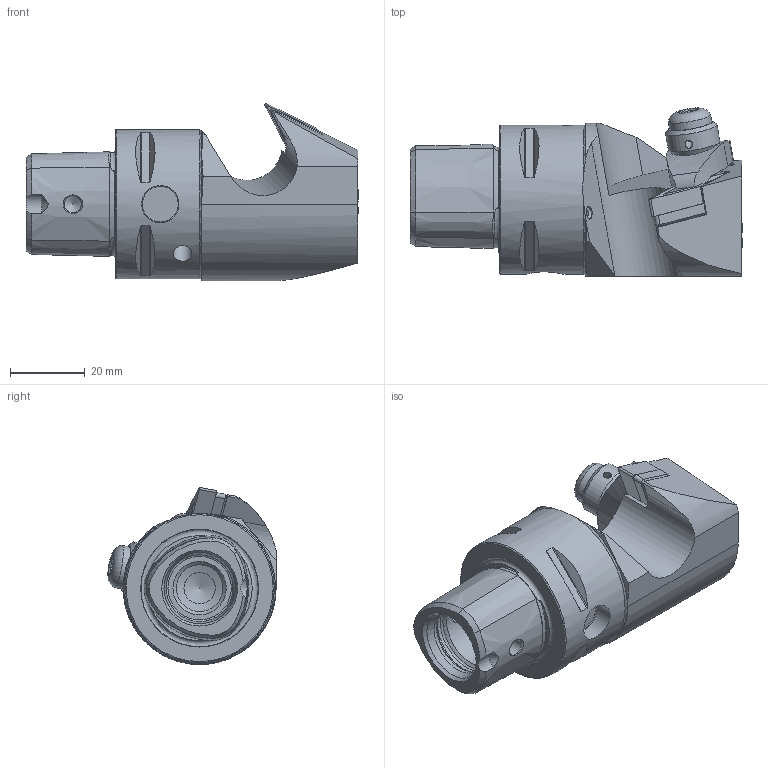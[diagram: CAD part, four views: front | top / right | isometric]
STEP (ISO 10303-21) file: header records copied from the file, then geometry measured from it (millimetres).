
FILE_DESCRIPTION (( 'STEP AP214' ), '1' );
FILE_NAME ('S4-.VD.LPX.R40-HPS.STEP', '2025-06-05T11:24:57', ( '' ), ( '' ), 'SwSTEP 2.0', 'SolidWorks 2022', '' );
FILE_SCHEMA (( 'AUTOMOTIVE_DESIGN' ));
Length unit declared in the file: millimetre
Products named in the file (11): WVD-ER2.101.003_A; WCC-ER3.102.024_C; ISO 13337 - 3 x 12_PreviewCfg; KVT_MB_600_050; PS4-KVD.LPX.R40-HPS_D; WCB-ER2.001.009_A; WCC-ER4.103.032_A; KVT_MB_600_040; WCC-ER5.102.012_B; VNMG160404; S4-.VD.LPX.R40-HPS
Assembly tree (11 placements, depth 2):
  S4-.VD.LPX.R40-HPS
    PS4-KVD.LPX.R40-HPS_D
    KVT_MB_600_050  x2
    VNMG160404
    WVD-ER2.101.003_A
    WCC-ER3.102.024_C
    WCC-ER5.102.012_B
    WCC-ER4.103.032_A
    ISO 13337 - 3 x 12_PreviewCfg
    KVT_MB_600_040
    WCB-ER2.001.009_A
Bounding box: 89 x 45.09 x 47.5 mm (x, y, z)
Volume: 71282.1 mm3; surface area: 22087.9 mm2
Topology: 14 solids, 14 shells, 375 faces, 913 edges, 563 vertices
Faces by surface type: cone 115, plane 110, cylinder 105, torus 29, bspline 12, sphere 4
Full cylindrical faces by diameter (mm): 1.5 x1, 2 x4, 3 x3, 3.3 x4, 3.8 x1, 4 x6, 4.2 x4, 4.6 x2, 4.95 x1, 5 x7, 5.25 x1, 6 x1, 6.2 x4, 6.8 x1, 6.9 x1, 7 x2, 8.4 x1, 8.5 x1, 10 x1, 11.5 x1, 12.5 x1, 18 x2, 20 x1, 40 x1
Entity records: 11994 total; most frequent: CARTESIAN_POINT 3970, DIRECTION 1489, ORIENTED_EDGE 1420, EDGE_CURVE 710, AXIS2_PLACEMENT_3D 628, EDGE_LOOP 507, VERTEX_POINT 501, FACE_OUTER_BOUND 420
